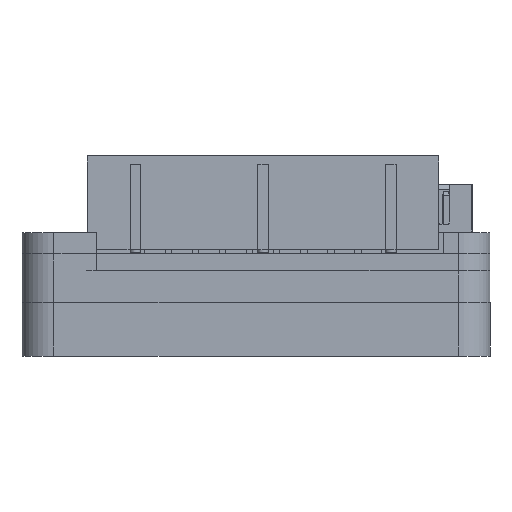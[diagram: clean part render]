
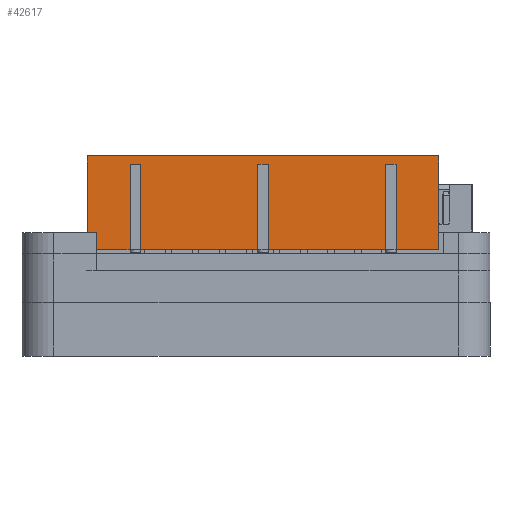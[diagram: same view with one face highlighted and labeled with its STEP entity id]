
A CAD part, left-side view. The second image highlights one B-rep face of the part: STEP entity #42617.
In plain terms, the highlighted face is planar.
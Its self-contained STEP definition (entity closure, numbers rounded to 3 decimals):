
#2767=PLANE('',#45430);
#4833=FACE_OUTER_BOUND('',#7334,.T.);
#7334=EDGE_LOOP('',(#34713,#34714,#34715,#34716,#34717,#34718,#34719,#34720,
#34721,#34722,#34723,#34724,#34725,#34726,#34727,#34728));
#11244=LINE('',#68899,#15641);
#11248=LINE('',#68907,#15645);
#11252=LINE('',#68915,#15649);
#11256=LINE('',#68923,#15653);
#11461=LINE('',#69502,#15858);
#11462=LINE('',#69504,#15859);
#11463=LINE('',#69505,#15860);
#11464=LINE('',#69507,#15861);
#11465=LINE('',#69509,#15862);
#11466=LINE('',#69510,#15863);
#11467=LINE('',#69512,#15864);
#11468=LINE('',#69514,#15865);
#11469=LINE('',#69515,#15866);
#11470=LINE('',#69517,#15867);
#11471=LINE('',#69519,#15868);
#11472=LINE('',#69520,#15869);
#15641=VECTOR('',#52504,1.);
#15645=VECTOR('',#52508,1.);
#15649=VECTOR('',#52512,1.);
#15653=VECTOR('',#52516,1.);
#15858=VECTOR('',#52725,1.);
#15859=VECTOR('',#52726,1.);
#15860=VECTOR('',#52727,1.);
#15861=VECTOR('',#52728,1.);
#15862=VECTOR('',#52729,1.);
#15863=VECTOR('',#52730,1.);
#15864=VECTOR('',#52731,1.);
#15865=VECTOR('',#52732,1.);
#15866=VECTOR('',#52733,1.);
#15867=VECTOR('',#52734,1.);
#15868=VECTOR('',#52735,1.);
#15869=VECTOR('',#52736,1.);
#20051=VERTEX_POINT('',#68896);
#20052=VERTEX_POINT('',#68898);
#20055=VERTEX_POINT('',#68904);
#20056=VERTEX_POINT('',#68906);
#20059=VERTEX_POINT('',#68912);
#20060=VERTEX_POINT('',#68914);
#20063=VERTEX_POINT('',#68920);
#20064=VERTEX_POINT('',#68922);
#20278=VERTEX_POINT('',#69501);
#20279=VERTEX_POINT('',#69503);
#20280=VERTEX_POINT('',#69506);
#20281=VERTEX_POINT('',#69508);
#20282=VERTEX_POINT('',#69511);
#20283=VERTEX_POINT('',#69513);
#20284=VERTEX_POINT('',#69516);
#20285=VERTEX_POINT('',#69518);
#25090=EDGE_CURVE('',#20052,#20051,#11244,.T.);
#25094=EDGE_CURVE('',#20056,#20055,#11248,.T.);
#25098=EDGE_CURVE('',#20060,#20059,#11252,.T.);
#25102=EDGE_CURVE('',#20064,#20063,#11256,.T.);
#25317=EDGE_CURVE('',#20278,#20055,#11461,.T.);
#25318=EDGE_CURVE('',#20279,#20278,#11462,.T.);
#25319=EDGE_CURVE('',#20052,#20279,#11463,.T.);
#25320=EDGE_CURVE('',#20280,#20051,#11464,.T.);
#25321=EDGE_CURVE('',#20281,#20280,#11465,.T.);
#25322=EDGE_CURVE('',#20281,#20064,#11466,.T.);
#25323=EDGE_CURVE('',#20282,#20063,#11467,.T.);
#25324=EDGE_CURVE('',#20283,#20282,#11468,.T.);
#25325=EDGE_CURVE('',#20060,#20283,#11469,.T.);
#25326=EDGE_CURVE('',#20284,#20059,#11470,.T.);
#25327=EDGE_CURVE('',#20285,#20284,#11471,.T.);
#25328=EDGE_CURVE('',#20056,#20285,#11472,.T.);
#34713=ORIENTED_EDGE('',*,*,#25317,.F.);
#34714=ORIENTED_EDGE('',*,*,#25318,.F.);
#34715=ORIENTED_EDGE('',*,*,#25319,.F.);
#34716=ORIENTED_EDGE('',*,*,#25090,.T.);
#34717=ORIENTED_EDGE('',*,*,#25320,.F.);
#34718=ORIENTED_EDGE('',*,*,#25321,.F.);
#34719=ORIENTED_EDGE('',*,*,#25322,.T.);
#34720=ORIENTED_EDGE('',*,*,#25102,.T.);
#34721=ORIENTED_EDGE('',*,*,#25323,.F.);
#34722=ORIENTED_EDGE('',*,*,#25324,.F.);
#34723=ORIENTED_EDGE('',*,*,#25325,.F.);
#34724=ORIENTED_EDGE('',*,*,#25098,.T.);
#34725=ORIENTED_EDGE('',*,*,#25326,.F.);
#34726=ORIENTED_EDGE('',*,*,#25327,.F.);
#34727=ORIENTED_EDGE('',*,*,#25328,.F.);
#34728=ORIENTED_EDGE('',*,*,#25094,.T.);
#42617=ADVANCED_FACE('',(#4833),#2767,.F.);
#45430=AXIS2_PLACEMENT_3D('',#69500,#52723,#52724);
#52504=DIRECTION('',(-1.,0.,0.));
#52508=DIRECTION('',(-1.,0.,0.));
#52512=DIRECTION('',(-1.,0.,0.));
#52516=DIRECTION('',(-1.,0.,0.));
#52723=DIRECTION('center_axis',(0.,-1.,0.));
#52724=DIRECTION('ref_axis',(0.,0.,-1.));
#52725=DIRECTION('',(0.,0.,-1.));
#52726=DIRECTION('',(1.,0.,0.));
#52727=DIRECTION('',(0.,0.,1.));
#52728=DIRECTION('',(0.,0.,-1.));
#52729=DIRECTION('',(-1.,0.,0.));
#52730=DIRECTION('',(0.,0.,-1.));
#52731=DIRECTION('',(0.,0.,-1.));
#52732=DIRECTION('',(1.,0.,0.));
#52733=DIRECTION('',(0.,0.,1.));
#52734=DIRECTION('',(0.,0.,-1.));
#52735=DIRECTION('',(1.,0.,0.));
#52736=DIRECTION('',(0.,0.,1.));
#68896=CARTESIAN_POINT('',(-16.5,4.4,0.4));
#68898=CARTESIAN_POINT('',(-12.5,4.4,0.4));
#68899=CARTESIAN_POINT('',(-16.5,4.4,0.4));
#68904=CARTESIAN_POINT('',(-11.5,4.4,0.4));
#68906=CARTESIAN_POINT('',(-0.5,4.4,0.4));
#68907=CARTESIAN_POINT('',(-16.5,4.4,0.4));
#68912=CARTESIAN_POINT('',(0.5,4.4,0.4));
#68914=CARTESIAN_POINT('',(11.5,4.4,0.4));
#68915=CARTESIAN_POINT('',(-16.5,4.4,0.4));
#68920=CARTESIAN_POINT('',(12.5,4.4,0.4));
#68922=CARTESIAN_POINT('',(16.5,4.4,0.4));
#68923=CARTESIAN_POINT('',(-16.5,4.4,0.4));
#69500=CARTESIAN_POINT('Origin',(-16.5,4.4,9.2));
#69501=CARTESIAN_POINT('',(-11.5,4.4,8.4));
#69502=CARTESIAN_POINT('',(-11.5,4.4,0.4));
#69503=CARTESIAN_POINT('',(-12.5,4.4,8.4));
#69504=CARTESIAN_POINT('',(-11.5,4.4,8.4));
#69505=CARTESIAN_POINT('',(-12.5,4.4,0.4));
#69506=CARTESIAN_POINT('',(-16.5,4.4,9.2));
#69507=CARTESIAN_POINT('',(-16.5,4.4,9.2));
#69508=CARTESIAN_POINT('',(16.5,4.4,9.2));
#69509=CARTESIAN_POINT('',(-16.5,4.4,9.2));
#69510=CARTESIAN_POINT('',(16.5,4.4,9.2));
#69511=CARTESIAN_POINT('',(12.5,4.4,8.4));
#69512=CARTESIAN_POINT('',(12.5,4.4,0.4));
#69513=CARTESIAN_POINT('',(11.5,4.4,8.4));
#69514=CARTESIAN_POINT('',(12.5,4.4,8.4));
#69515=CARTESIAN_POINT('',(11.5,4.4,0.4));
#69516=CARTESIAN_POINT('',(0.5,4.4,8.4));
#69517=CARTESIAN_POINT('',(0.5,4.4,0.4));
#69518=CARTESIAN_POINT('',(-0.5,4.4,8.4));
#69519=CARTESIAN_POINT('',(0.5,4.4,8.4));
#69520=CARTESIAN_POINT('',(-0.5,4.4,0.4));
